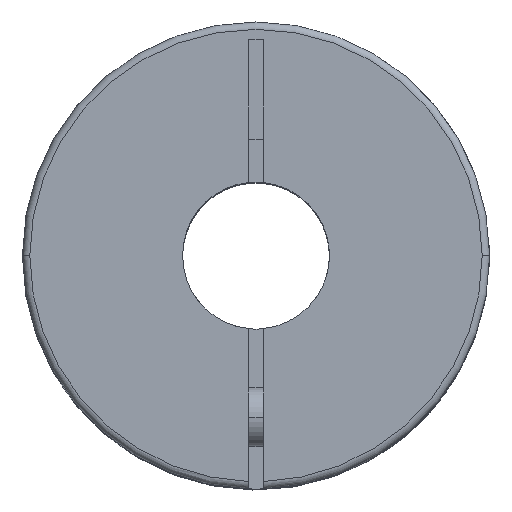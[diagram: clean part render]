
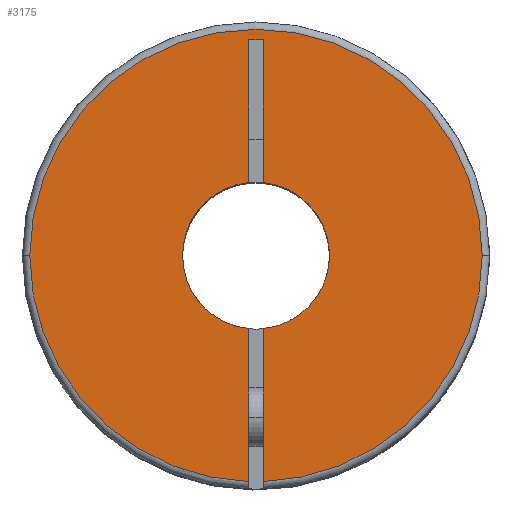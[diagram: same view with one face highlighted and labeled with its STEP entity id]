
A CAD part, top view. The second image highlights one B-rep face of the part: STEP entity #3175.
In plain terms, the highlighted planar face has unit normal (0, 0, 1).
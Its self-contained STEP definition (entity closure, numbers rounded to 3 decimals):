
#70 = EDGE_CURVE ( 'NONE', #3273, #3907, #1983, .T. ) ;
#106 = CIRCLE ( 'NONE', #611, 15.4 ) ;
#143 = VERTEX_POINT ( 'NONE', #1413 ) ;
#202 = LINE ( 'NONE', #3391, #2186 ) ;
#231 = CARTESIAN_POINT ( 'NONE',  ( -15.4, 0., 0. ) ) ;
#274 = AXIS2_PLACEMENT_3D ( 'NONE', #2251, #1046, #1886 ) ;
#293 = CARTESIAN_POINT ( 'NONE',  ( 0.5, -4.975, 0. ) ) ;
#317 = VERTEX_POINT ( 'NONE', #3823 ) ;
#328 = AXIS2_PLACEMENT_3D ( 'NONE', #3455, #3738, #408 ) ;
#369 = CARTESIAN_POINT ( 'NONE',  ( -0.5, 14.7, 0. ) ) ;
#371 = EDGE_CURVE ( 'NONE', #889, #3273, #106, .T. ) ;
#375 = DIRECTION ( 'NONE',  ( 0., 1., 0. ) ) ;
#383 = CARTESIAN_POINT ( 'NONE',  ( 0., 0., 0. ) ) ;
#399 = EDGE_CURVE ( 'NONE', #2378, #2880, #202, .T. ) ;
#408 = DIRECTION ( 'NONE',  ( 0., -1., 0. ) ) ;
#419 = AXIS2_PLACEMENT_3D ( 'NONE', #2789, #965, #1002 ) ;
#420 = ORIENTED_EDGE ( 'NONE', *, *, #371, .F. ) ;
#480 = ORIENTED_EDGE ( 'NONE', *, *, #1575, .F. ) ;
#611 = AXIS2_PLACEMENT_3D ( 'NONE', #383, #3232, #2495 ) ;
#627 = DIRECTION ( 'NONE',  ( -1., 0., 0. ) ) ;
#889 = VERTEX_POINT ( 'NONE', #1051 ) ;
#965 = DIRECTION ( 'NONE',  ( 0., 0., -1. ) ) ;
#1002 = DIRECTION ( 'NONE',  ( -1., 0., 0. ) ) ;
#1041 = EDGE_LOOP ( 'NONE', ( #420, #3833, #2340, #3270, #2094, #480, #1796, #1398, #3486, #2784, #1342 ) ) ;
#1046 = DIRECTION ( 'NONE',  ( 0., 0., -1. ) ) ;
#1051 = CARTESIAN_POINT ( 'NONE',  ( -0.5, -15.392, 0. ) ) ;
#1115 = CARTESIAN_POINT ( 'NONE',  ( 15.4, 0., 0. ) ) ;
#1209 = EDGE_CURVE ( 'NONE', #3907, #317, #1806, .T. ) ;
#1273 = CARTESIAN_POINT ( 'NONE',  ( 0.5, 14.7, 0. ) ) ;
#1295 = CARTESIAN_POINT ( 'NONE',  ( 0.5, -15.9, 0. ) ) ;
#1298 = EDGE_CURVE ( 'NONE', #143, #2922, #2321, .T. ) ;
#1342 = ORIENTED_EDGE ( 'NONE', *, *, #70, .F. ) ;
#1398 = ORIENTED_EDGE ( 'NONE', *, *, #1298, .T. ) ;
#1413 = CARTESIAN_POINT ( 'NONE',  ( 0.5, 4.975, 0. ) ) ;
#1414 = EDGE_CURVE ( 'NONE', #1562, #3580, #1896, .T. ) ;
#1562 = VERTEX_POINT ( 'NONE', #3335 ) ;
#1575 = EDGE_CURVE ( 'NONE', #2116, #2378, #3018, .T. ) ;
#1698 = EDGE_CURVE ( 'NONE', #317, #2922, #3741, .T. ) ;
#1750 = DIRECTION ( 'NONE',  ( 0., -1., 0. ) ) ;
#1783 = CARTESIAN_POINT ( 'NONE',  ( -0.5, 4.975, 0. ) ) ;
#1796 = ORIENTED_EDGE ( 'NONE', *, *, #3635, .F. ) ;
#1806 = CIRCLE ( 'NONE', #2830, 15.4 ) ;
#1847 = AXIS2_PLACEMENT_3D ( 'NONE', #3680, #2179, #627 ) ;
#1886 = DIRECTION ( 'NONE',  ( -1., 0., 0. ) ) ;
#1896 = CIRCLE ( 'NONE', #2475, 5. ) ;
#1983 = CIRCLE ( 'NONE', #419, 15.4 ) ;
#1998 = EDGE_CURVE ( 'NONE', #3580, #2880, #3574, .T. ) ;
#2094 = ORIENTED_EDGE ( 'NONE', *, *, #399, .F. ) ;
#2106 = EDGE_CURVE ( 'NONE', #1562, #889, #3087, .T. ) ;
#2116 = VERTEX_POINT ( 'NONE', #1273 ) ;
#2179 = DIRECTION ( 'NONE',  ( 0., 0., -1. ) ) ;
#2186 = VECTOR ( 'NONE', #1750, 1000. ) ;
#2205 = DIRECTION ( 'NONE',  ( -1., 0., 0. ) ) ;
#2251 = CARTESIAN_POINT ( 'NONE',  ( 0., 0., 0. ) ) ;
#2288 = DIRECTION ( 'NONE',  ( 0., 0., -1. ) ) ;
#2321 = CIRCLE ( 'NONE', #274, 5. ) ;
#2340 = ORIENTED_EDGE ( 'NONE', *, *, #1414, .T. ) ;
#2378 = VERTEX_POINT ( 'NONE', #3835 ) ;
#2431 = VECTOR ( 'NONE', #2498, 1000. ) ;
#2437 = DIRECTION ( 'NONE',  ( -1., 0., 0. ) ) ;
#2475 = AXIS2_PLACEMENT_3D ( 'NONE', #3868, #2288, #2916 ) ;
#2495 = DIRECTION ( 'NONE',  ( -1., 0., 0. ) ) ;
#2498 = DIRECTION ( 'NONE',  ( 0., -1., 0. ) ) ;
#2502 = FACE_OUTER_BOUND ( 'NONE', #1041, .T. ) ;
#2505 = CARTESIAN_POINT ( 'NONE',  ( -5., 0., 0. ) ) ;
#2546 = DIRECTION ( 'NONE',  ( 0., 1., 0. ) ) ;
#2721 = DIRECTION ( 'NONE',  ( 0., 0., -1. ) ) ;
#2784 = ORIENTED_EDGE ( 'NONE', *, *, #1209, .F. ) ;
#2789 = CARTESIAN_POINT ( 'NONE',  ( 0., 0., 0. ) ) ;
#2830 = AXIS2_PLACEMENT_3D ( 'NONE', #3371, #2721, #2437 ) ;
#2880 = VERTEX_POINT ( 'NONE', #1783 ) ;
#2916 = DIRECTION ( 'NONE',  ( -1., 0., 0. ) ) ;
#2922 = VERTEX_POINT ( 'NONE', #293 ) ;
#3018 = LINE ( 'NONE', #3634, #3429 ) ;
#3087 = LINE ( 'NONE', #369, #2431 ) ;
#3175 = ADVANCED_FACE ( 'NONE', ( #2502 ), #3756, .F. ) ;
#3232 = DIRECTION ( 'NONE',  ( 0., 0., -1. ) ) ;
#3270 = ORIENTED_EDGE ( 'NONE', *, *, #1998, .T. ) ;
#3273 = VERTEX_POINT ( 'NONE', #231 ) ;
#3335 = CARTESIAN_POINT ( 'NONE',  ( -0.5, -4.975, 0. ) ) ;
#3371 = CARTESIAN_POINT ( 'NONE',  ( 0., 0., 0. ) ) ;
#3382 = LINE ( 'NONE', #1295, #3423 ) ;
#3391 = CARTESIAN_POINT ( 'NONE',  ( -0.5, 14.7, 0. ) ) ;
#3423 = VECTOR ( 'NONE', #375, 1000. ) ;
#3429 = VECTOR ( 'NONE', #2205, 1000. ) ;
#3455 = CARTESIAN_POINT ( 'NONE',  ( 0., 0., 0. ) ) ;
#3475 = CARTESIAN_POINT ( 'NONE',  ( 0.5, -15.9, 0. ) ) ;
#3486 = ORIENTED_EDGE ( 'NONE', *, *, #1698, .F. ) ;
#3571 = VECTOR ( 'NONE', #2546, 1000. ) ;
#3574 = CIRCLE ( 'NONE', #1847, 5. ) ;
#3580 = VERTEX_POINT ( 'NONE', #2505 ) ;
#3634 = CARTESIAN_POINT ( 'NONE',  ( 0.5, 14.7, 0. ) ) ;
#3635 = EDGE_CURVE ( 'NONE', #143, #2116, #3382, .T. ) ;
#3680 = CARTESIAN_POINT ( 'NONE',  ( 0., 0., 0. ) ) ;
#3738 = DIRECTION ( 'NONE',  ( 0., 0., -1. ) ) ;
#3741 = LINE ( 'NONE', #3475, #3571 ) ;
#3756 = PLANE ( 'NONE',  #328 ) ;
#3823 = CARTESIAN_POINT ( 'NONE',  ( 0.5, -15.392, 0. ) ) ;
#3833 = ORIENTED_EDGE ( 'NONE', *, *, #2106, .F. ) ;
#3835 = CARTESIAN_POINT ( 'NONE',  ( -0.5, 14.7, 0. ) ) ;
#3868 = CARTESIAN_POINT ( 'NONE',  ( 0., 0., 0. ) ) ;
#3907 = VERTEX_POINT ( 'NONE', #1115 ) ;
